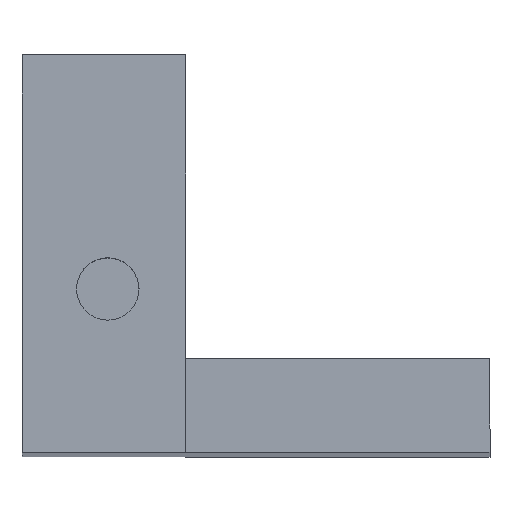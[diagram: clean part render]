
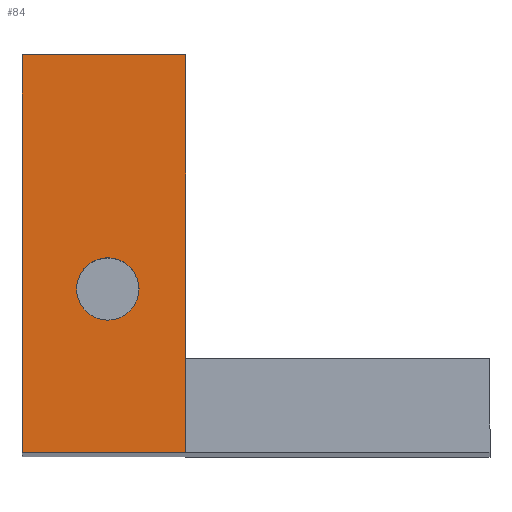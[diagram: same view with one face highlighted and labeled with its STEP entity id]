
A CAD part, top view. The second image highlights one B-rep face of the part: STEP entity #84.
In plain terms, the highlighted planar face has unit normal (0, 0, 1).
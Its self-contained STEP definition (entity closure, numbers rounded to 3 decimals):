
#20 = CARTESIAN_POINT ( 'NONE',  ( -20.25, -15.75, 160. ) ) ;
#55 = LINE ( 'NONE', #611, #350 ) ;
#79 = DIRECTION ( 'NONE',  ( 1., 0., 0. ) ) ;
#84 = ADVANCED_FACE ( 'NONE', ( #415, #539 ), #345, .F. ) ;
#89 = CARTESIAN_POINT ( 'NONE',  ( -12.75, -5.25, 160. ) ) ;
#120 = VERTEX_POINT ( 'NONE', #89 ) ;
#135 = EDGE_CURVE ( 'NONE', #794, #288, #657, .T. ) ;
#155 = ORIENTED_EDGE ( 'NONE', *, *, #263, .T. ) ;
#156 = VECTOR ( 'NONE', #786, 1000. ) ;
#170 = DIRECTION ( 'NONE',  ( -1., 0., 0. ) ) ;
#177 = VERTEX_POINT ( 'NONE', #348 ) ;
#185 = AXIS2_PLACEMENT_3D ( 'NONE', #588, #778, #656 ) ;
#187 = CARTESIAN_POINT ( 'NONE',  ( -20.25, -15.75, 160. ) ) ;
#207 = ORIENTED_EDGE ( 'NONE', *, *, #653, .T. ) ;
#226 = VECTOR ( 'NONE', #252, 1000. ) ;
#252 = DIRECTION ( 'NONE',  ( 0., 1., 0. ) ) ;
#259 = ORIENTED_EDGE ( 'NONE', *, *, #585, .F. ) ;
#263 = EDGE_CURVE ( 'NONE', #805, #177, #55, .T. ) ;
#271 = CARTESIAN_POINT ( 'NONE',  ( -9.75, -15.75, 160. ) ) ;
#286 = AXIS2_PLACEMENT_3D ( 'NONE', #641, #380, #79 ) ;
#288 = VERTEX_POINT ( 'NONE', #187 ) ;
#340 = CARTESIAN_POINT ( 'NONE',  ( -20.25, -15.75, 160. ) ) ;
#345 = PLANE ( 'NONE',  #553 ) ;
#348 = CARTESIAN_POINT ( 'NONE',  ( -20.25, 9.75, 160. ) ) ;
#350 = VECTOR ( 'NONE', #746, 1000. ) ;
#377 = CIRCLE ( 'NONE', #185, 2. ) ;
#380 = DIRECTION ( 'NONE',  ( 0., 0., 1. ) ) ;
#381 = CARTESIAN_POINT ( 'NONE',  ( -16.75, -5.25, 160. ) ) ;
#415 = FACE_BOUND ( 'NONE', #432, .T. ) ;
#432 = EDGE_LOOP ( 'NONE', ( #259, #714 ) ) ;
#467 = LINE ( 'NONE', #271, #644 ) ;
#490 = VERTEX_POINT ( 'NONE', #381 ) ;
#494 = ORIENTED_EDGE ( 'NONE', *, *, #734, .T. ) ;
#516 = CARTESIAN_POINT ( 'NONE',  ( -9.75, -15.75, 160. ) ) ;
#528 = ORIENTED_EDGE ( 'NONE', *, *, #684, .F. ) ;
#531 = DIRECTION ( 'NONE',  ( 0., 1., 0. ) ) ;
#539 = FACE_OUTER_BOUND ( 'NONE', #545, .T. ) ;
#545 = EDGE_LOOP ( 'NONE', ( #155, #528, #552, #494, #207 ) ) ;
#552 = ORIENTED_EDGE ( 'NONE', *, *, #135, .F. ) ;
#553 = AXIS2_PLACEMENT_3D ( 'NONE', #20, #664, #170 ) ;
#556 = VECTOR ( 'NONE', #700, 1000. ) ;
#585 = EDGE_CURVE ( 'NONE', #120, #490, #377, .T. ) ;
#588 = CARTESIAN_POINT ( 'NONE',  ( -14.75, -5.25, 160. ) ) ;
#608 = CARTESIAN_POINT ( 'NONE',  ( -9.75, -15.75, 160. ) ) ;
#611 = CARTESIAN_POINT ( 'NONE',  ( -20.25, 9.75, 160. ) ) ;
#641 = CARTESIAN_POINT ( 'NONE',  ( -14.75, -5.25, 160. ) ) ;
#644 = VECTOR ( 'NONE', #531, 1000. ) ;
#653 = EDGE_CURVE ( 'NONE', #655, #805, #467, .T. ) ;
#655 = VERTEX_POINT ( 'NONE', #771 ) ;
#656 = DIRECTION ( 'NONE',  ( 1., 0., 0. ) ) ;
#657 = LINE ( 'NONE', #340, #156 ) ;
#664 = DIRECTION ( 'NONE',  ( 0., 0., -1. ) ) ;
#674 = EDGE_CURVE ( 'NONE', #490, #120, #757, .T. ) ;
#684 = EDGE_CURVE ( 'NONE', #288, #177, #750, .T. ) ;
#690 = LINE ( 'NONE', #516, #556 ) ;
#700 = DIRECTION ( 'NONE',  ( 0., 1., 0. ) ) ;
#714 = ORIENTED_EDGE ( 'NONE', *, *, #674, .F. ) ;
#726 = CARTESIAN_POINT ( 'NONE',  ( -9.75, 9.75, 160. ) ) ;
#734 = EDGE_CURVE ( 'NONE', #794, #655, #690, .T. ) ;
#746 = DIRECTION ( 'NONE',  ( -1., 0., 0. ) ) ;
#750 = LINE ( 'NONE', #811, #226 ) ;
#757 = CIRCLE ( 'NONE', #286, 2. ) ;
#771 = CARTESIAN_POINT ( 'NONE',  ( -9.75, -9.75, 160. ) ) ;
#778 = DIRECTION ( 'NONE',  ( 0., 0., 1. ) ) ;
#786 = DIRECTION ( 'NONE',  ( -1., 0., 0. ) ) ;
#794 = VERTEX_POINT ( 'NONE', #608 ) ;
#805 = VERTEX_POINT ( 'NONE', #726 ) ;
#811 = CARTESIAN_POINT ( 'NONE',  ( -20.25, -15.75, 160. ) ) ;
